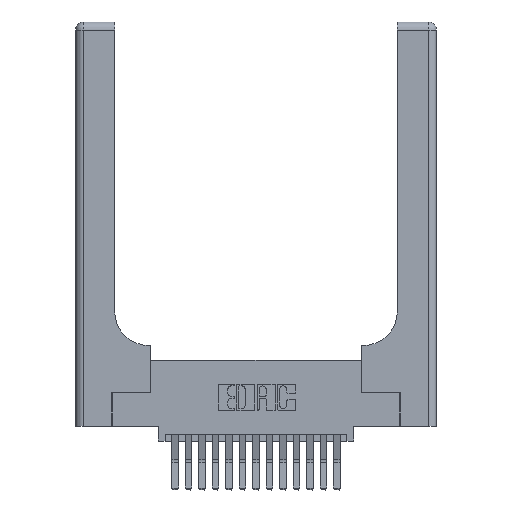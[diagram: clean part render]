
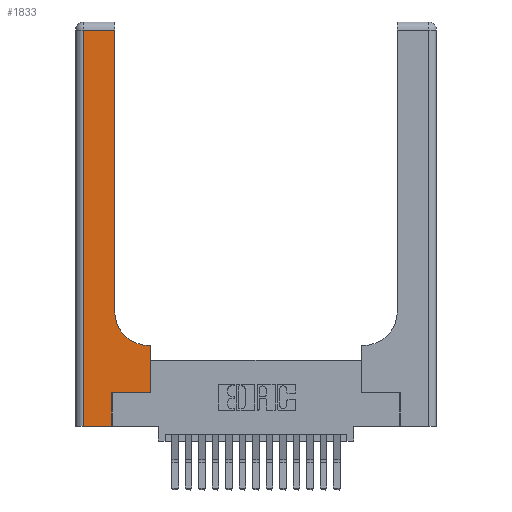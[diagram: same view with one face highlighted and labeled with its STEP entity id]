
A CAD part, top view. The second image highlights one B-rep face of the part: STEP entity #1833.
In plain terms, the highlighted planar face has unit normal (0, 0, 1).
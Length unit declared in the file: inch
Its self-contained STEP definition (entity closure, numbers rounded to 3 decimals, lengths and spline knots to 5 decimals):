
#261 = VERTEX_POINT ( 'NONE', #8197 ) ;
#339 = EDGE_CURVE ( 'NONE', #4175, #9854, #3896, .T. ) ;
#344 = VERTEX_POINT ( 'NONE', #11015 ) ;
#362 = LINE ( 'NONE', #7074, #7364 ) ;
#883 = ORIENTED_EDGE ( 'NONE', *, *, #17603, .T. ) ;
#894 = DIRECTION ( 'NONE',  ( 0., -1., 0. ) ) ;
#938 = EDGE_LOOP ( 'NONE', ( #11099, #5169, #2535, #18068, #1884, #12288, #883, #18800, #6819 ) ) ;
#1184 = VERTEX_POINT ( 'NONE', #10508 ) ;
#1372 = LINE ( 'NONE', #18159, #17865 ) ;
#1679 = DIRECTION ( 'NONE',  ( -1., 0., 0. ) ) ;
#1833 = ADVANCED_FACE ( 'NONE', ( #9289 ), #6065, .F. ) ;
#1884 = ORIENTED_EDGE ( 'NONE', *, *, #5864, .T. ) ;
#1936 = CARTESIAN_POINT ( 'NONE',  ( 0.5585, 0.6, 0.37 ) ) ;
#2535 = ORIENTED_EDGE ( 'NONE', *, *, #6739, .T. ) ;
#2723 = CARTESIAN_POINT ( 'NONE',  ( 0.2915, 0.85, 0.37 ) ) ;
#3531 = CARTESIAN_POINT ( 'NONE',  ( 0.5585, 0.25, 0.37 ) ) ;
#3896 = CIRCLE ( 'NONE', #14609, 0.25 ) ;
#4038 = VECTOR ( 'NONE', #4725, 39.37008 ) ;
#4175 = VERTEX_POINT ( 'NONE', #7963 ) ;
#4341 = LINE ( 'NONE', #9849, #16653 ) ;
#4725 = DIRECTION ( 'NONE',  ( 0., 1., 0. ) ) ;
#5169 = ORIENTED_EDGE ( 'NONE', *, *, #14668, .T. ) ;
#5864 = EDGE_CURVE ( 'NONE', #344, #261, #1372, .T. ) ;
#6065 = PLANE ( 'NONE',  #16264 ) ;
#6476 = CARTESIAN_POINT ( 'NONE',  ( 0.5415, 0.85, 0.37 ) ) ;
#6736 = LINE ( 'NONE', #18728, #18301 ) ;
#6739 = EDGE_CURVE ( 'NONE', #11593, #13760, #4341, .T. ) ;
#6819 = ORIENTED_EDGE ( 'NONE', *, *, #339, .T. ) ;
#7021 = VECTOR ( 'NONE', #8066, 39.37008 ) ;
#7074 = CARTESIAN_POINT ( 'NONE',  ( 0.2915, 3., 0.37 ) ) ;
#7153 = DIRECTION ( 'NONE',  ( 0., 1., 0. ) ) ;
#7364 = VECTOR ( 'NONE', #7153, 39.37008 ) ;
#7963 = CARTESIAN_POINT ( 'NONE',  ( 0.5415, 0.6, 0.37 ) ) ;
#8066 = DIRECTION ( 'NONE',  ( 1., 0., 0. ) ) ;
#8197 = CARTESIAN_POINT ( 'NONE',  ( 0.269, 0.25, 0.37 ) ) ;
#8904 = CARTESIAN_POINT ( 'NONE',  ( 0., 3., 0.37 ) ) ;
#9289 = FACE_OUTER_BOUND ( 'NONE', #938, .T. ) ;
#9427 = VERTEX_POINT ( 'NONE', #3531 ) ;
#9601 = VECTOR ( 'NONE', #17379, 39.37008 ) ;
#9831 = DIRECTION ( 'NONE',  ( 1., 0., 0. ) ) ;
#9849 = CARTESIAN_POINT ( 'NONE',  ( 0.06, 3., 0.37 ) ) ;
#9854 = VERTEX_POINT ( 'NONE', #2723 ) ;
#10141 = LINE ( 'NONE', #10825, #17692 ) ;
#10290 = EDGE_CURVE ( 'NONE', #17201, #4175, #10141, .T. ) ;
#10508 = CARTESIAN_POINT ( 'NONE',  ( 0.2915, 2.94, 0.37 ) ) ;
#10714 = DIRECTION ( 'NONE',  ( 0., 0., -1. ) ) ;
#10825 = CARTESIAN_POINT ( 'NONE',  ( 0.2915, 0.6, 0.37 ) ) ;
#11015 = CARTESIAN_POINT ( 'NONE',  ( 0.269, 0., 0.37 ) ) ;
#11099 = ORIENTED_EDGE ( 'NONE', *, *, #16829, .T. ) ;
#11593 = VERTEX_POINT ( 'NONE', #18269 ) ;
#12185 = DIRECTION ( 'NONE',  ( 0., 1., 0. ) ) ;
#12288 = ORIENTED_EDGE ( 'NONE', *, *, #15582, .T. ) ;
#12559 = DIRECTION ( 'NONE',  ( -1., 0., 0. ) ) ;
#13750 = EDGE_CURVE ( 'NONE', #13760, #344, #14371, .T. ) ;
#13760 = VERTEX_POINT ( 'NONE', #18789 ) ;
#14019 = DIRECTION ( 'NONE',  ( 0., 0., -1. ) ) ;
#14083 = CARTESIAN_POINT ( 'NONE',  ( 0., 0., 0.37 ) ) ;
#14371 = LINE ( 'NONE', #14083, #7021 ) ;
#14609 = AXIS2_PLACEMENT_3D ( 'NONE', #6476, #14019, #18525 ) ;
#14668 = EDGE_CURVE ( 'NONE', #1184, #11593, #17645, .T. ) ;
#15582 = EDGE_CURVE ( 'NONE', #261, #9427, #6736, .T. ) ;
#15855 = CARTESIAN_POINT ( 'NONE',  ( 0., 2.94, 0.37 ) ) ;
#16264 = AXIS2_PLACEMENT_3D ( 'NONE', #8904, #10714, #1679 ) ;
#16653 = VECTOR ( 'NONE', #894, 39.37008 ) ;
#16829 = EDGE_CURVE ( 'NONE', #9854, #1184, #362, .T. ) ;
#16849 = CARTESIAN_POINT ( 'NONE',  ( 0.5585, 0.25, 0.37 ) ) ;
#17201 = VERTEX_POINT ( 'NONE', #1936 ) ;
#17379 = DIRECTION ( 'NONE',  ( -1., 0., 0. ) ) ;
#17603 = EDGE_CURVE ( 'NONE', #9427, #17201, #18674, .T. ) ;
#17645 = LINE ( 'NONE', #15855, #9601 ) ;
#17692 = VECTOR ( 'NONE', #12559, 39.37008 ) ;
#17865 = VECTOR ( 'NONE', #12185, 39.37008 ) ;
#18068 = ORIENTED_EDGE ( 'NONE', *, *, #13750, .T. ) ;
#18159 = CARTESIAN_POINT ( 'NONE',  ( 0.269, 0., 0.37 ) ) ;
#18269 = CARTESIAN_POINT ( 'NONE',  ( 0.06, 2.94, 0.37 ) ) ;
#18301 = VECTOR ( 'NONE', #9831, 39.37008 ) ;
#18525 = DIRECTION ( 'NONE',  ( 1., 0., 0. ) ) ;
#18674 = LINE ( 'NONE', #16849, #4038 ) ;
#18728 = CARTESIAN_POINT ( 'NONE',  ( 0.269, 0.25, 0.37 ) ) ;
#18789 = CARTESIAN_POINT ( 'NONE',  ( 0.06, 0., 0.37 ) ) ;
#18800 = ORIENTED_EDGE ( 'NONE', *, *, #10290, .T. ) ;
